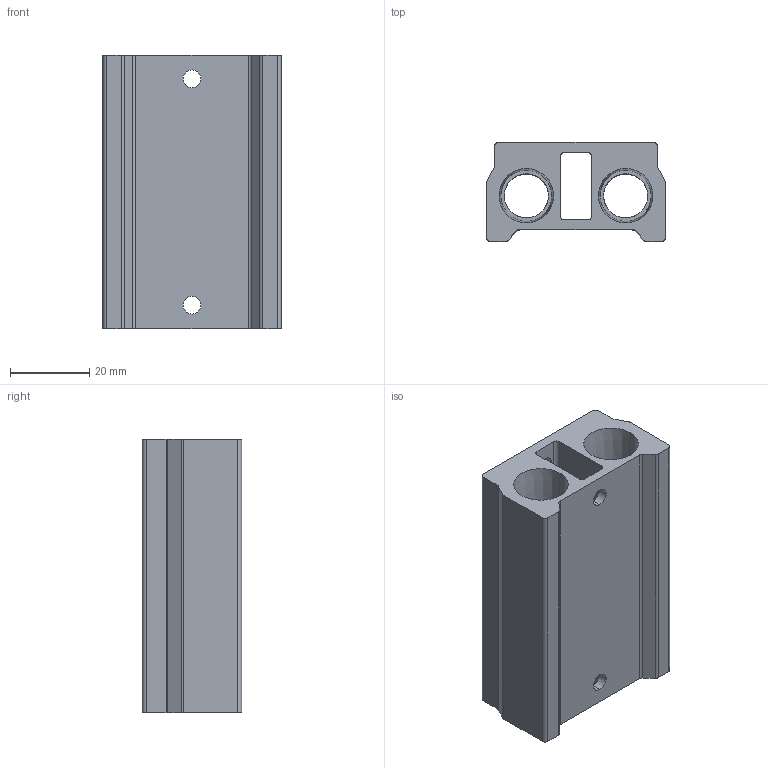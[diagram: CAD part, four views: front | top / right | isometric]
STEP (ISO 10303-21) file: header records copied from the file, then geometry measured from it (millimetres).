
FILE_DESCRIPTION (( 'STEP AP214' ), '1' );
FILE_NAME ('AM-322.step', '2016-07-27T15:07:33', ( '' ), ( '' ), 'SwSTEP 2.0', 'SolidWorks 2016', '' );
FILE_SCHEMA (( 'AUTOMOTIVE_DESIGN' ));
Length unit declared in the file: millimetre
Products named in the file (1): AM-322
Bounding box: 45 x 25 x 69 mm (x, y, z)
Volume: 41280.9 mm3; surface area: 19948 mm2
Topology: 1 solids, 1 shells, 100 faces, 282 edges, 180 vertices
Faces by surface type: cylinder 52, cone 26, plane 22
Entity records: 3684 total; most frequent: CARTESIAN_POINT 943, DIRECTION 552, ORIENTED_EDGE 548, EDGE_CURVE 274, AXIS2_PLACEMENT_3D 217, VERTEX_POINT 180, EDGE_LOOP 126, VECTOR 118
